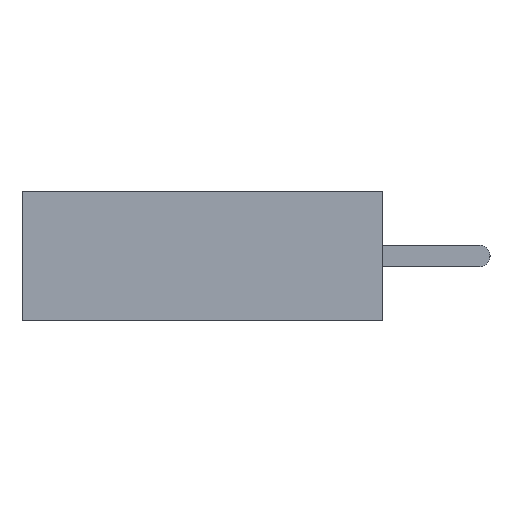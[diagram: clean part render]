
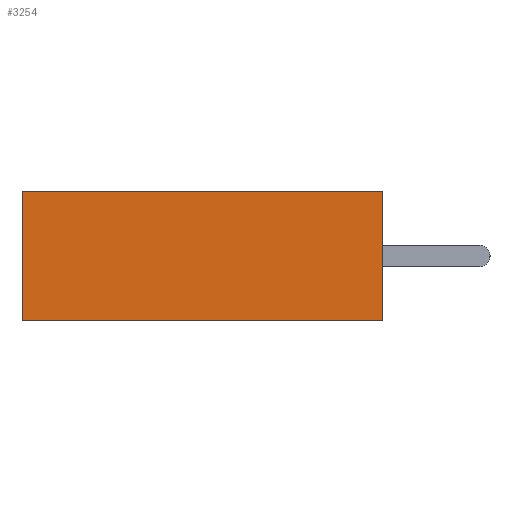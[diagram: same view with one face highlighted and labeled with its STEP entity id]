
A CAD part, left-side view. The second image highlights one B-rep face of the part: STEP entity #3254.
In plain terms, the highlighted planar face has unit normal (-1, 0, 0).
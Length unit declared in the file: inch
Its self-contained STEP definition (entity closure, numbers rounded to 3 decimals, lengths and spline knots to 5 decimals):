
#3254 = ADVANCED_FACE( '', ( #6802 ), #6803, .F. );
#6802 = FACE_OUTER_BOUND( '', #10576, .T. );
#6803 = PLANE( '', #10577 );
#10576 = EDGE_LOOP( '', ( #20565, #20566, #20567, #20568 ) );
#10577 = AXIS2_PLACEMENT_3D( '', #20569, #20570, #20571 );
#20565 = ORIENTED_EDGE( '', *, *, #25239, .T. );
#20566 = ORIENTED_EDGE( '', *, *, #27578, .F. );
#20567 = ORIENTED_EDGE( '', *, *, #26734, .F. );
#20568 = ORIENTED_EDGE( '', *, *, #27491, .T. );
#20569 = CARTESIAN_POINT( '', ( -0.9545, 0.335, -0.06 ) );
#20570 = DIRECTION( '', ( 1., 0., 0. ) );
#20571 = DIRECTION( '', ( 0., 0., -1. ) );
#25239 = EDGE_CURVE( '', #31382, #31386, #31388, .T. );
#26734 = EDGE_CURVE( '', #33533, #33535, #33536, .T. );
#27491 = EDGE_CURVE( '', #33533, #31382, #34491, .T. );
#27578 = EDGE_CURVE( '', #33535, #31386, #34595, .T. );
#31382 = VERTEX_POINT( '', #39904 );
#31386 = VERTEX_POINT( '', #39910 );
#31388 = LINE( '', #39913, #39914 );
#33533 = VERTEX_POINT( '', #43060 );
#33535 = VERTEX_POINT( '', #43063 );
#33536 = LINE( '', #43064, #43065 );
#34491 = LINE( '', #44465, #44466 );
#34595 = LINE( '', #44616, #44617 );
#39904 = CARTESIAN_POINT( '', ( -0.9545, 0., -0.06 ) );
#39910 = CARTESIAN_POINT( '', ( -0.9545, 0., 0.06 ) );
#39913 = CARTESIAN_POINT( '', ( -0.9545, 0., -0.06 ) );
#39914 = VECTOR( '', #47163, 39.37008 );
#43060 = CARTESIAN_POINT( '', ( -0.9545, 0.335, -0.06 ) );
#43063 = CARTESIAN_POINT( '', ( -0.9545, 0.335, 0.06 ) );
#43064 = CARTESIAN_POINT( '', ( -0.9545, 0.335, -0.06 ) );
#43065 = VECTOR( '', #48505, 39.37008 );
#44465 = CARTESIAN_POINT( '', ( -0.9545, 0.335, -0.06 ) );
#44466 = VECTOR( '', #49146, 39.37008 );
#44616 = CARTESIAN_POINT( '', ( -0.9545, 0.335, 0.06 ) );
#44617 = VECTOR( '', #49265, 39.37008 );
#47163 = DIRECTION( '', ( 0., 0., 1. ) );
#48505 = DIRECTION( '', ( 0., 0., 1. ) );
#49146 = DIRECTION( '', ( 0., -1., 0. ) );
#49265 = DIRECTION( '', ( 0., -1., 0. ) );
